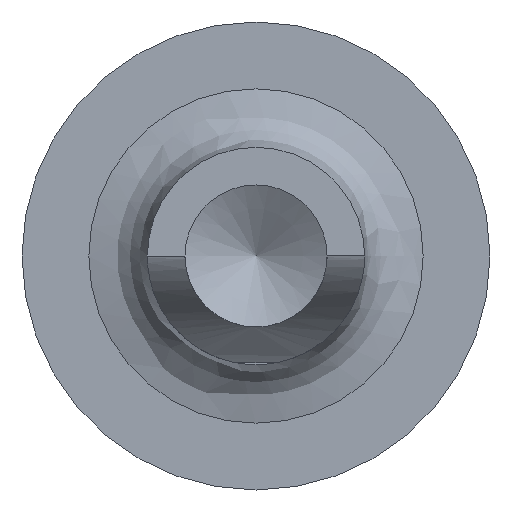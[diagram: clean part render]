
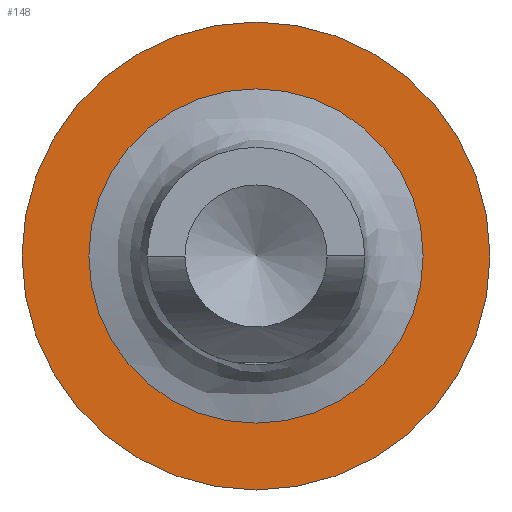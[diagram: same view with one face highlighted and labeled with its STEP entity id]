
A CAD part, front view. The second image highlights one B-rep face of the part: STEP entity #148.
In plain terms, the highlighted planar face has unit normal (0, -1, 0).
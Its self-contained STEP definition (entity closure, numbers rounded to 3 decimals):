
#125=FACE_BOUND('',#215,.T.);
#126=FACE_BOUND('',#216,.T.);
#148=ADVANCED_FACE('',(#125,#126),#168,.T.);
#168=PLANE('',#477);
#215=EDGE_LOOP('',(#264));
#216=EDGE_LOOP('',(#265));
#264=ORIENTED_EDGE('',*,*,#390,.T.);
#265=ORIENTED_EDGE('',*,*,#389,.F.);
#349=VERTEX_POINT('',#716);
#350=VERTEX_POINT('',#719);
#389=EDGE_CURVE('',#349,#349,#436,.T.);
#390=EDGE_CURVE('',#350,#350,#437,.T.);
#436=CIRCLE('',#474,2.8);
#437=CIRCLE('',#476,2.);
#474=AXIS2_PLACEMENT_3D('',#715,#555,#556);
#476=AXIS2_PLACEMENT_3D('',#718,#559,#560);
#477=AXIS2_PLACEMENT_3D('',#720,#561,#562);
#555=DIRECTION('',(0.,1.,0.));
#556=DIRECTION('',(1.,0.,0.));
#559=DIRECTION('',(0.,1.,0.));
#560=DIRECTION('',(1.,0.,0.));
#561=DIRECTION('',(0.,-1.,0.));
#562=DIRECTION('',(0.,0.,1.));
#715=CARTESIAN_POINT('',(9.247,24.613,-1.749));
#716=CARTESIAN_POINT('',(12.047,24.613,-1.749));
#718=CARTESIAN_POINT('',(9.247,24.613,-1.749));
#719=CARTESIAN_POINT('',(11.247,24.613,-1.749));
#720=CARTESIAN_POINT('',(12.327,24.613,-4.829));
